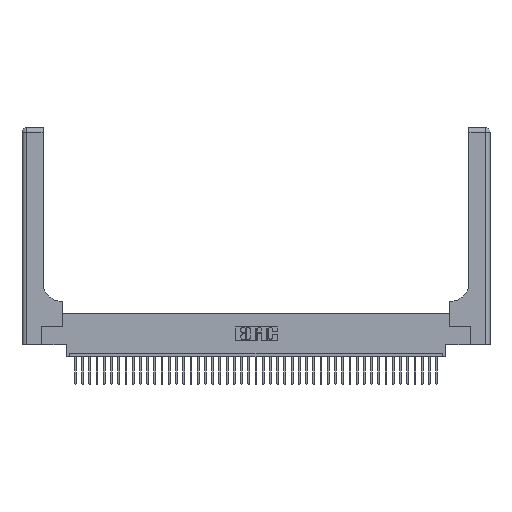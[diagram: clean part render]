
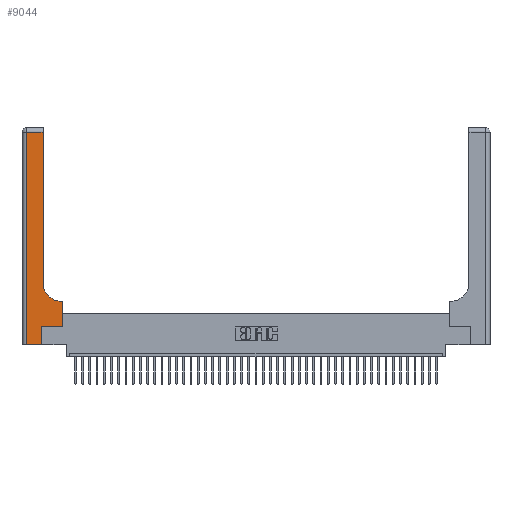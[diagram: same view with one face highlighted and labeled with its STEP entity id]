
A CAD part, top view. The second image highlights one B-rep face of the part: STEP entity #9044.
In plain terms, the highlighted planar face has unit normal (0, 0, 1).
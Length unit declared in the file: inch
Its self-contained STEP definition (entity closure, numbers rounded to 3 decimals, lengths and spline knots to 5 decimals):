
#590 = CARTESIAN_POINT ( 'NONE',  ( 0.06, 0., 0.37 ) ) ;
#644 = VECTOR ( 'NONE', #1181, 39.37008 ) ;
#1181 = DIRECTION ( 'NONE',  ( 0., -1., 0. ) ) ;
#1309 = CARTESIAN_POINT ( 'NONE',  ( 0.5585, 0.25, 0.37 ) ) ;
#3808 = CARTESIAN_POINT ( 'NONE',  ( 0., 0., 0.37 ) ) ;
#4474 = FACE_OUTER_BOUND ( 'NONE', #26117, .T. ) ;
#5069 = EDGE_CURVE ( 'NONE', #18226, #30591, #31461, .T. ) ;
#5446 = VECTOR ( 'NONE', #22819, 39.37008 ) ;
#5979 = ORIENTED_EDGE ( 'NONE', *, *, #34957, .T. ) ;
#6538 = CARTESIAN_POINT ( 'NONE',  ( 0.5585, 0.25, 0.37 ) ) ;
#6996 = VERTEX_POINT ( 'NONE', #1309 ) ;
#8999 = LINE ( 'NONE', #13833, #28411 ) ;
#9044 = ADVANCED_FACE ( 'NONE', ( #4474 ), #23304, .F. ) ;
#10173 = CARTESIAN_POINT ( 'NONE',  ( 0.5415, 0.85, 0.37 ) ) ;
#10319 = DIRECTION ( 'NONE',  ( 0., 0., -1. ) ) ;
#11603 = ORIENTED_EDGE ( 'NONE', *, *, #17896, .T. ) ;
#11640 = AXIS2_PLACEMENT_3D ( 'NONE', #16482, #19897, #36376 ) ;
#12169 = ORIENTED_EDGE ( 'NONE', *, *, #17013, .T. ) ;
#12420 = EDGE_CURVE ( 'NONE', #17211, #15487, #32423, .T. ) ;
#13316 = DIRECTION ( 'NONE',  ( -1., 0., 0. ) ) ;
#13391 = DIRECTION ( 'NONE',  ( 0., 1., 0. ) ) ;
#13455 = CARTESIAN_POINT ( 'NONE',  ( 0.2915, 0.6, 0.37 ) ) ;
#13833 = CARTESIAN_POINT ( 'NONE',  ( 0.2915, 3., 0.37 ) ) ;
#14123 = ORIENTED_EDGE ( 'NONE', *, *, #30098, .T. ) ;
#14246 = VERTEX_POINT ( 'NONE', #21069 ) ;
#15487 = VERTEX_POINT ( 'NONE', #590 ) ;
#16482 = CARTESIAN_POINT ( 'NONE',  ( 0., 3., 0.37 ) ) ;
#16751 = EDGE_CURVE ( 'NONE', #14246, #41256, #8999, .T. ) ;
#17013 = EDGE_CURVE ( 'NONE', #20174, #31219, #22750, .T. ) ;
#17127 = DIRECTION ( 'NONE',  ( 0., 1., 0. ) ) ;
#17211 = VERTEX_POINT ( 'NONE', #26917 ) ;
#17896 = EDGE_CURVE ( 'NONE', #41256, #17211, #28289, .T. ) ;
#18226 = VERTEX_POINT ( 'NONE', #23741 ) ;
#19897 = DIRECTION ( 'NONE',  ( 0., 0., -1. ) ) ;
#20174 = VERTEX_POINT ( 'NONE', #30758 ) ;
#20734 = VECTOR ( 'NONE', #23536, 39.37008 ) ;
#21069 = CARTESIAN_POINT ( 'NONE',  ( 0.2915, 0.85, 0.37 ) ) ;
#21994 = VECTOR ( 'NONE', #36899, 39.37008 ) ;
#22750 = LINE ( 'NONE', #26351, #24269 ) ;
#22819 = DIRECTION ( 'NONE',  ( 0., 1., 0. ) ) ;
#23304 = PLANE ( 'NONE',  #11640 ) ;
#23536 = DIRECTION ( 'NONE',  ( 1., 0., 0. ) ) ;
#23741 = CARTESIAN_POINT ( 'NONE',  ( 0.5585, 0.6, 0.37 ) ) ;
#24269 = VECTOR ( 'NONE', #13391, 39.37008 ) ;
#24485 = CARTESIAN_POINT ( 'NONE',  ( 0.06, 3., 0.37 ) ) ;
#25217 = VECTOR ( 'NONE', #33523, 39.37008 ) ;
#26117 = EDGE_LOOP ( 'NONE', ( #27903, #11603, #33094, #34624, #12169, #14123, #36223, #32594, #5979 ) ) ;
#26351 = CARTESIAN_POINT ( 'NONE',  ( 0.269, 0., 0.37 ) ) ;
#26917 = CARTESIAN_POINT ( 'NONE',  ( 0.06, 2.94, 0.37 ) ) ;
#27903 = ORIENTED_EDGE ( 'NONE', *, *, #16751, .T. ) ;
#28289 = LINE ( 'NONE', #28376, #25217 ) ;
#28376 = CARTESIAN_POINT ( 'NONE',  ( 0., 2.94, 0.37 ) ) ;
#28411 = VECTOR ( 'NONE', #17127, 39.37008 ) ;
#28977 = CARTESIAN_POINT ( 'NONE',  ( 0.5415, 0.6, 0.37 ) ) ;
#29502 = CARTESIAN_POINT ( 'NONE',  ( 0.269, 0.25, 0.37 ) ) ;
#29509 = LINE ( 'NONE', #6538, #5446 ) ;
#29745 = DIRECTION ( 'NONE',  ( 1., 0., 0. ) ) ;
#30098 = EDGE_CURVE ( 'NONE', #31219, #6996, #41491, .T. ) ;
#30591 = VERTEX_POINT ( 'NONE', #28977 ) ;
#30758 = CARTESIAN_POINT ( 'NONE',  ( 0.269, 0., 0.37 ) ) ;
#31219 = VERTEX_POINT ( 'NONE', #29502 ) ;
#31461 = LINE ( 'NONE', #13455, #42276 ) ;
#32324 = EDGE_CURVE ( 'NONE', #6996, #18226, #29509, .T. ) ;
#32423 = LINE ( 'NONE', #24485, #644 ) ;
#32594 = ORIENTED_EDGE ( 'NONE', *, *, #5069, .T. ) ;
#33094 = ORIENTED_EDGE ( 'NONE', *, *, #12420, .T. ) ;
#33523 = DIRECTION ( 'NONE',  ( -1., 0., 0. ) ) ;
#34624 = ORIENTED_EDGE ( 'NONE', *, *, #36320, .T. ) ;
#34957 = EDGE_CURVE ( 'NONE', #30591, #14246, #37205, .T. ) ;
#36223 = ORIENTED_EDGE ( 'NONE', *, *, #32324, .T. ) ;
#36320 = EDGE_CURVE ( 'NONE', #15487, #20174, #41214, .T. ) ;
#36344 = CARTESIAN_POINT ( 'NONE',  ( 0.269, 0.25, 0.37 ) ) ;
#36376 = DIRECTION ( 'NONE',  ( -1., 0., 0. ) ) ;
#36899 = DIRECTION ( 'NONE',  ( 1., 0., 0. ) ) ;
#37205 = CIRCLE ( 'NONE', #42428, 0.25 ) ;
#38602 = CARTESIAN_POINT ( 'NONE',  ( 0.2915, 2.94, 0.37 ) ) ;
#41214 = LINE ( 'NONE', #3808, #20734 ) ;
#41256 = VERTEX_POINT ( 'NONE', #38602 ) ;
#41491 = LINE ( 'NONE', #36344, #21994 ) ;
#42276 = VECTOR ( 'NONE', #13316, 39.37008 ) ;
#42428 = AXIS2_PLACEMENT_3D ( 'NONE', #10173, #10319, #29745 ) ;
